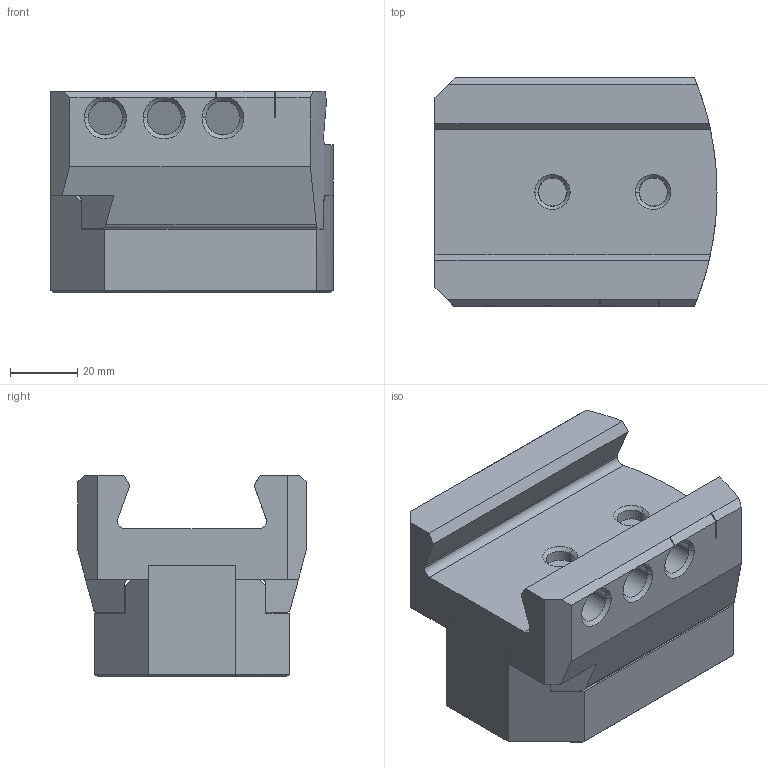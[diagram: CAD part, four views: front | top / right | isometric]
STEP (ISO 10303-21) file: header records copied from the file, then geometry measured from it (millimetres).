
FILE_DESCRIPTION(('no description'),'unknown implementation level');
FILE_NAME('49BA8699-0CBA-47D7-B011-216C7E7CA530_export.stp',' ',('CIMSOURCE GmbH'),('CADClick - KiM GmbH - www.kimweb.de'),'unknown preprocess','ACIS','unknown authorization');
FILE_SCHEMA(('automotive_design'));
Length unit declared in the file: millimetre
Products named in the file (6): 317.105 Kaiser AG 200M X FK|693.184 Kaiser ETL �10.5_17.8L 10S_Standard;NONE; 317.105 Kaiser AG 200M X FK|690.105 Kaiser ETL M10 X 30A_DIN 912 M10 x 30 --- 30C;NONE; 317.105 Kaiser AG 200M X FK|317.191 Kaiser K�rper AG200_317.104 metrisch;NONE; 317.105 Kaiser AG 200M X FK|317.190 Kaiser Grundk�rper AG200_Standard;NONE
Bounding box: 84 x 68 x 60.15 mm (x, y, z)
Volume: 227589.4 mm3; surface area: 48906.8 mm2
Topology: 6 solids, 6 shells, 195 faces, 499 edges, 307 vertices
Faces by surface type: plane 103, cone 44, cylinder 40, torus 8
Entity records: 11658 total; most frequent: CARTESIAN_POINT 1233, STYLED_ITEM 1003, PRESENTATION_STYLE_ASSIGNMENT 1003, COLOUR_RGB 1003, DIRECTION 997, ORIENTED_EDGE 990, EDGE_CURVE 495, CURVE_STYLE 495
